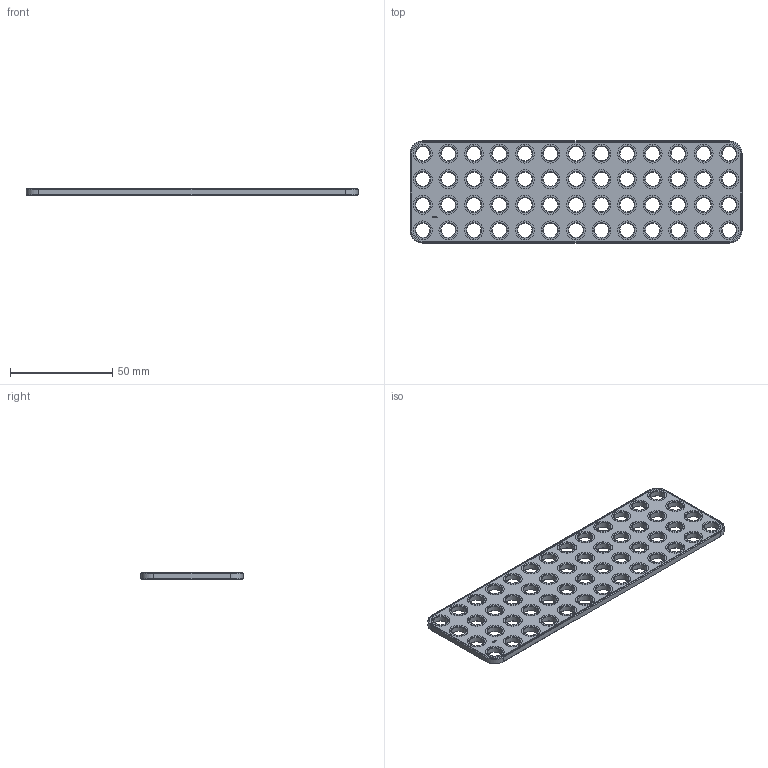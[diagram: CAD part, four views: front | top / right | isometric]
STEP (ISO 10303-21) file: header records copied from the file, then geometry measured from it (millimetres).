
FILE_DESCRIPTION(('FreeCAD Model'),'2;1');
FILE_NAME('Open CASCADE Shape Model','2024-10-08T18:34:32',(''),(''), 'Open CASCADE STEP processor 7.7','FreeCAD','Unknown');
FILE_SCHEMA(('AUTOMOTIVE_DESIGN { 1 0 10303 214 1 1 1 1 }'));
Length unit declared in the file: millimetre
Products named in the file (1): Plate RCT CRNR BU13x04x00.25 - SPN-PLT-0142 (stemfie.org)
Bounding box: 162.5 x 50 x 3.12 mm (x, y, z)
Volume: 18027.9 mm3; surface area: 16896.5 mm2
Topology: 1 solids, 1 shells, 722 faces, 1788 edges, 1152 vertices
Faces by surface type: plane 390, cylinder 112, cone 112, extrusion 108
Full cylindrical faces by diameter (mm): 7 x52, 9.2 x52
Entity records: 21785 total; most frequent: CARTESIAN_POINT 4542, ORIENTED_EDGE 3576, DIRECTION 3246, EDGE_CURVE 1788, VECTOR 1344, LINE 1236, VERTEX_POINT 1152, AXIS2_PLACEMENT_3D 951
